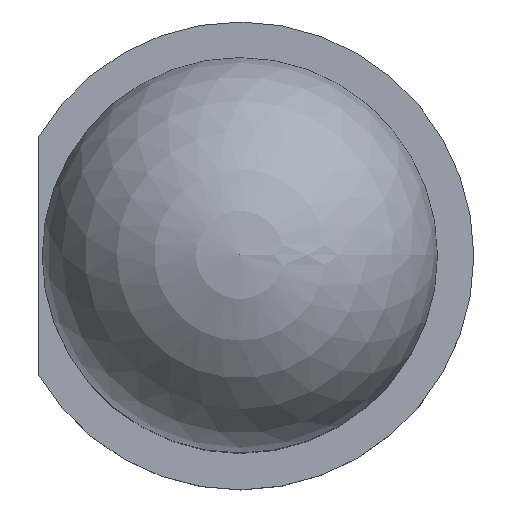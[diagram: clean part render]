
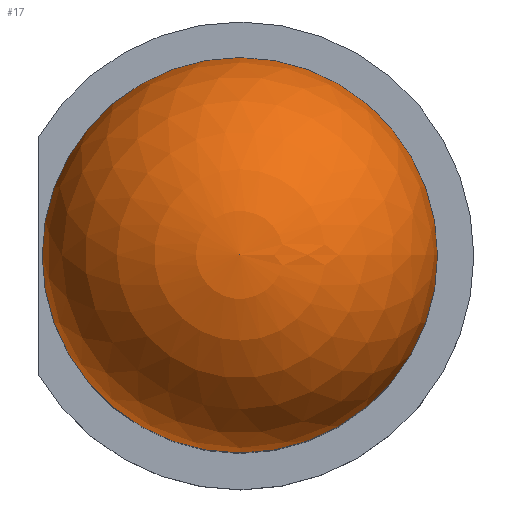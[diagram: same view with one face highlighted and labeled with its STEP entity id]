
A CAD part, top view. The second image highlights one B-rep face of the part: STEP entity #17.
In plain terms, the highlighted spherical face has radius 2.45 mm.
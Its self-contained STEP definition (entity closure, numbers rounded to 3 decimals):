
#17 = ADVANCED_FACE('',(#18),#39,.T.);
#18 = FACE_BOUND('',#19,.T.);
#19 = EDGE_LOOP('',(#20,#31,#32));
#20 = ORIENTED_EDGE('',*,*,#21,.T.);
#21 = EDGE_CURVE('',#22,#24,#26,.T.);
#22 = VERTEX_POINT('',#23);
#23 = CARTESIAN_POINT('',(3.72,0.,9.15));
#24 = VERTEX_POINT('',#25);
#25 = CARTESIAN_POINT('',(1.27,0.,11.6));
#26 = CIRCLE('',#27,2.45);
#27 = AXIS2_PLACEMENT_3D('',#28,#29,#30);
#28 = CARTESIAN_POINT('',(1.27,0.,9.15));
#29 = DIRECTION('',(0.,-1.,0.));
#30 = DIRECTION('',(1.,0.,0.));
#31 = ORIENTED_EDGE('',*,*,#21,.F.);
#32 = ORIENTED_EDGE('',*,*,#33,.F.);
#33 = EDGE_CURVE('',#22,#22,#34,.T.);
#34 = CIRCLE('',#35,2.45);
#35 = AXIS2_PLACEMENT_3D('',#36,#37,#38);
#36 = CARTESIAN_POINT('',(1.27,0.,9.15));
#37 = DIRECTION('',(0.,0.,-1.));
#38 = DIRECTION('',(1.,0.,0.));
#39 = SPHERICAL_SURFACE('',#40,2.45);
#40 = AXIS2_PLACEMENT_3D('',#41,#42,#43);
#41 = CARTESIAN_POINT('',(1.27,0.,9.15));
#42 = DIRECTION('',(0.,0.,1.));
#43 = DIRECTION('',(1.,0.,0.));
